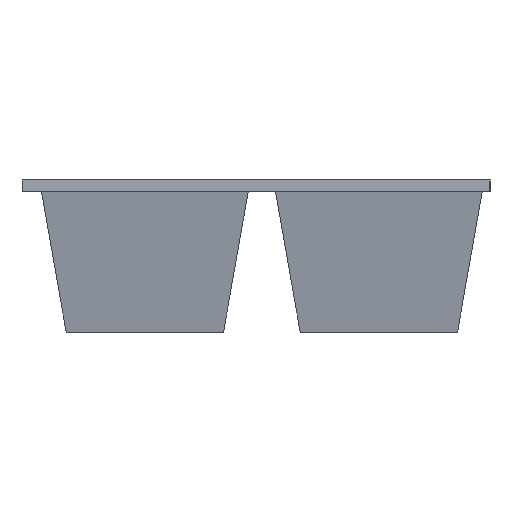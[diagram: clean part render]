
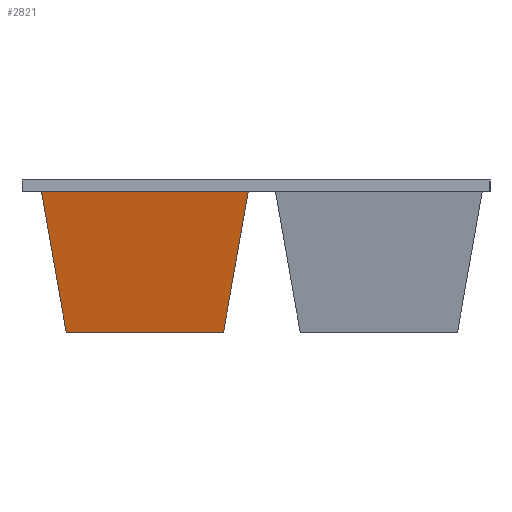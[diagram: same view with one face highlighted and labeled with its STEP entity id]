
A CAD part, left-side view. The second image highlights one B-rep face of the part: STEP entity #2821.
In plain terms, the highlighted planar face has unit normal (-0.985, 0, -0.174).
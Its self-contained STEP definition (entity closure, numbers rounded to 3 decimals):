
#47=FACE_OUTER_BOUND('',#213,.T.);
#213=EDGE_LOOP('',(#1863,#1864,#1865,#1866));
#411=LINE('',#3901,#807);
#412=LINE('',#3903,#808);
#413=LINE('',#3905,#809);
#414=LINE('',#3906,#810);
#807=VECTOR('',#3171,10.);
#808=VECTOR('',#3172,10.);
#809=VECTOR('',#3173,10.);
#810=VECTOR('',#3174,10.);
#1203=VERTEX_POINT('',#3899);
#1204=VERTEX_POINT('',#3900);
#1205=VERTEX_POINT('',#3902);
#1206=VERTEX_POINT('',#3904);
#1467=EDGE_CURVE('',#1203,#1204,#411,.F.);
#1468=EDGE_CURVE('',#1205,#1204,#412,.F.);
#1469=EDGE_CURVE('',#1205,#1206,#413,.T.);
#1470=EDGE_CURVE('',#1206,#1203,#414,.T.);
#1863=ORIENTED_EDGE('',*,*,#1467,.T.);
#1864=ORIENTED_EDGE('',*,*,#1468,.F.);
#1865=ORIENTED_EDGE('',*,*,#1469,.T.);
#1866=ORIENTED_EDGE('',*,*,#1470,.T.);
#2655=PLANE('',#3001);
#2821=ADVANCED_FACE('',(#47),#2655,.T.);
#3001=AXIS2_PLACEMENT_3D('',#3898,#3169,#3170);
#3169=DIRECTION('center_axis',(-0.985,0.,-0.174));
#3170=DIRECTION('ref_axis',(0.,1.,0.));
#3171=DIRECTION('',(0.,1.,0.));
#3172=DIRECTION('',(-0.171,-0.171,0.97));
#3173=DIRECTION('',(0.,1.,0.));
#3174=DIRECTION('',(0.171,-0.171,-0.97));
#3898=CARTESIAN_POINT('Origin',(-59.485,17.5,14.826));
#3899=CARTESIAN_POINT('',(-57.223,16.223,2.));
#3900=CARTESIAN_POINT('',(-57.223,2.777,2.));
#3901=CARTESIAN_POINT('',(-57.223,13.5,2.));
#3902=CARTESIAN_POINT('',(-59.339,0.661,14.));
#3903=CARTESIAN_POINT('',(-59.222,0.778,13.335));
#3904=CARTESIAN_POINT('',(-59.339,18.339,14.));
#3905=CARTESIAN_POINT('',(-59.339,8.75,14.));
#3906=CARTESIAN_POINT('',(-59.28,18.28,13.667));
